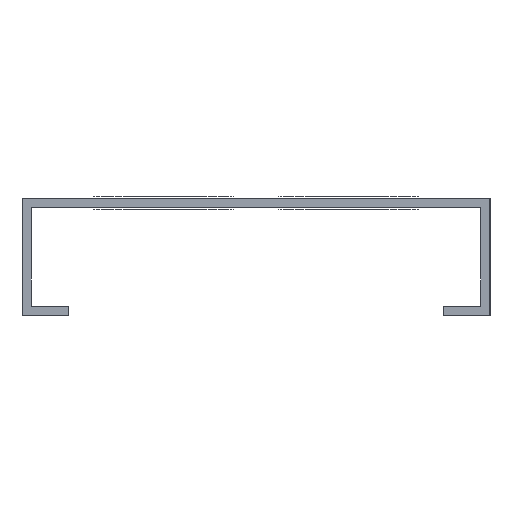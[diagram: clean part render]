
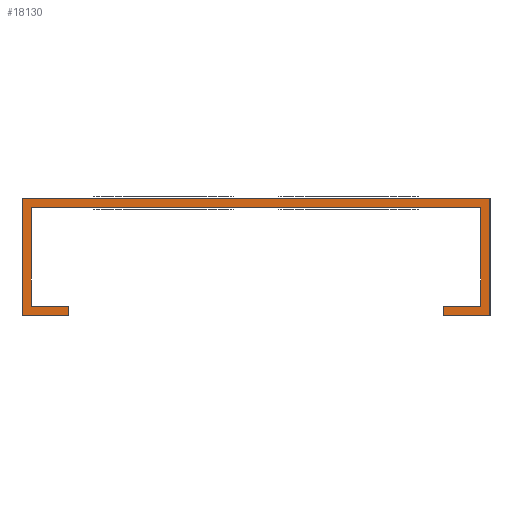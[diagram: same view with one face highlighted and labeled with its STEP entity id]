
A CAD part, left-side view. The second image highlights one B-rep face of the part: STEP entity #18130.
In plain terms, the highlighted planar face has unit normal (-1, 0, 0).
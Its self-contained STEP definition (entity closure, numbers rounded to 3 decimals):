
#3748=FACE_OUTER_BOUND('',#4506,.T.);
#4506=EDGE_LOOP('',(#14368,#14369,#14370,#14371,#14372,#14373,#14374,#14375,
#14376,#14377,#14378,#14379));
#5255=LINE('',#27151,#6779);
#5256=LINE('',#27155,#6780);
#5262=LINE('',#27166,#6786);
#5263=LINE('',#27169,#6787);
#5266=LINE('',#27174,#6790);
#5276=LINE('',#27193,#6800);
#5277=LINE('',#27197,#6801);
#5282=LINE('',#27205,#6806);
#5283=LINE('',#27207,#6807);
#5284=LINE('',#27210,#6808);
#5286=LINE('',#27213,#6810);
#5287=LINE('',#27215,#6811);
#6779=VECTOR('',#21131,1.);
#6780=VECTOR('',#21134,1.);
#6786=VECTOR('',#21142,1.);
#6787=VECTOR('',#21145,1.);
#6790=VECTOR('',#21150,1.);
#6800=VECTOR('',#21164,1.);
#6801=VECTOR('',#21167,1.);
#6806=VECTOR('',#21174,1.);
#6807=VECTOR('',#21177,1.);
#6808=VECTOR('',#21180,1.);
#6810=VECTOR('',#21184,1.);
#6811=VECTOR('',#21187,1.);
#8300=VERTEX_POINT('',#27144);
#8303=VERTEX_POINT('',#27149);
#8304=VERTEX_POINT('',#27153);
#8305=VERTEX_POINT('',#27154);
#8309=VERTEX_POINT('',#27164);
#8310=VERTEX_POINT('',#27168);
#8318=VERTEX_POINT('',#27191);
#8319=VERTEX_POINT('',#27195);
#8320=VERTEX_POINT('',#27196);
#8321=VERTEX_POINT('',#27201);
#8322=VERTEX_POINT('',#27203);
#8323=VERTEX_POINT('',#27209);
#11303=EDGE_CURVE('',#8300,#8303,#5255,.T.);
#11304=EDGE_CURVE('',#8304,#8305,#5256,.T.);
#11310=EDGE_CURVE('',#8309,#8303,#5262,.T.);
#11311=EDGE_CURVE('',#8304,#8310,#5263,.T.);
#11314=EDGE_CURVE('',#8305,#8309,#5266,.T.);
#11324=EDGE_CURVE('',#8318,#8310,#5276,.T.);
#11325=EDGE_CURVE('',#8319,#8320,#5277,.T.);
#11330=EDGE_CURVE('',#8322,#8321,#5282,.T.);
#11331=EDGE_CURVE('',#8319,#8318,#5283,.T.);
#11332=EDGE_CURVE('',#8323,#8321,#5284,.T.);
#11334=EDGE_CURVE('',#8320,#8323,#5286,.T.);
#11335=EDGE_CURVE('',#8322,#8300,#5287,.T.);
#14368=ORIENTED_EDGE('',*,*,#11324,.F.);
#14369=ORIENTED_EDGE('',*,*,#11331,.F.);
#14370=ORIENTED_EDGE('',*,*,#11325,.T.);
#14371=ORIENTED_EDGE('',*,*,#11334,.T.);
#14372=ORIENTED_EDGE('',*,*,#11332,.T.);
#14373=ORIENTED_EDGE('',*,*,#11330,.F.);
#14374=ORIENTED_EDGE('',*,*,#11335,.T.);
#14375=ORIENTED_EDGE('',*,*,#11303,.T.);
#14376=ORIENTED_EDGE('',*,*,#11310,.F.);
#14377=ORIENTED_EDGE('',*,*,#11314,.F.);
#14378=ORIENTED_EDGE('',*,*,#11304,.F.);
#14379=ORIENTED_EDGE('',*,*,#11311,.T.);
#17372=PLANE('',#18890);
#18130=ADVANCED_FACE('',(#3748),#17372,.F.);
#18890=AXIS2_PLACEMENT_3D('',#27214,#21185,#21186);
#21131=DIRECTION('',(0.,0.,-1.));
#21134=DIRECTION('',(0.,1.,0.));
#21142=DIRECTION('',(0.,-1.,0.));
#21145=DIRECTION('',(0.,0.,1.));
#21150=DIRECTION('',(0.,0.,1.));
#21164=DIRECTION('',(0.,-1.,0.));
#21167=DIRECTION('',(0.,-1.,0.));
#21174=DIRECTION('',(0.,0.,-1.));
#21177=DIRECTION('',(0.,0.,1.));
#21180=DIRECTION('',(0.,1.,0.));
#21184=DIRECTION('',(0.,0.,1.));
#21185=DIRECTION('center_axis',(1.,0.,0.));
#21186=DIRECTION('ref_axis',(0.,0.,-1.));
#21187=DIRECTION('',(0.,-1.,0.));
#27144=CARTESIAN_POINT('',(30.011,52.099,11.519));
#27149=CARTESIAN_POINT('',(30.011,52.099,1.019));
#27151=CARTESIAN_POINT('',(30.011,52.099,12.519));
#27153=CARTESIAN_POINT('',(30.011,51.099,0.019));
#27154=CARTESIAN_POINT('',(30.011,56.099,0.019));
#27155=CARTESIAN_POINT('',(30.011,51.099,0.019));
#27164=CARTESIAN_POINT('',(30.011,56.099,1.019));
#27166=CARTESIAN_POINT('',(30.011,56.099,1.019));
#27168=CARTESIAN_POINT('',(30.011,51.099,12.519));
#27169=CARTESIAN_POINT('',(30.011,51.099,0.019));
#27174=CARTESIAN_POINT('',(30.011,56.099,0.019));
#27191=CARTESIAN_POINT('',(30.011,101.099,12.519));
#27193=CARTESIAN_POINT('',(30.011,86.099,12.519));
#27195=CARTESIAN_POINT('',(30.011,101.099,0.019));
#27196=CARTESIAN_POINT('',(30.011,96.099,0.019));
#27197=CARTESIAN_POINT('',(30.011,101.099,0.019));
#27201=CARTESIAN_POINT('',(30.011,100.099,1.019));
#27203=CARTESIAN_POINT('',(30.011,100.099,11.519));
#27205=CARTESIAN_POINT('',(30.011,100.099,12.519));
#27207=CARTESIAN_POINT('',(30.011,101.099,0.019));
#27209=CARTESIAN_POINT('',(30.011,96.099,1.019));
#27210=CARTESIAN_POINT('',(30.011,96.099,1.019));
#27213=CARTESIAN_POINT('',(30.011,96.099,0.019));
#27214=CARTESIAN_POINT('Origin',(30.011,73.599,0.519));
#27215=CARTESIAN_POINT('',(30.011,86.099,11.519));
